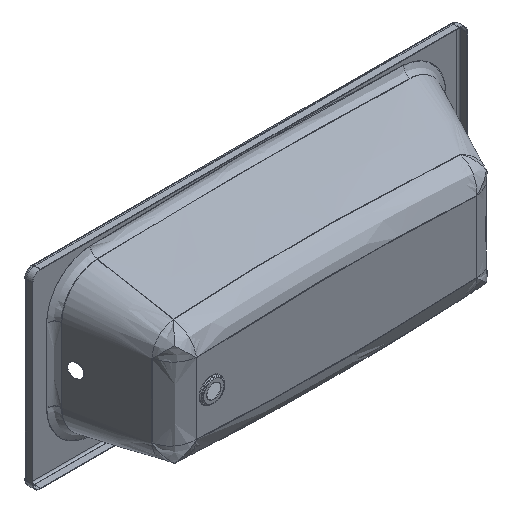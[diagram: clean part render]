
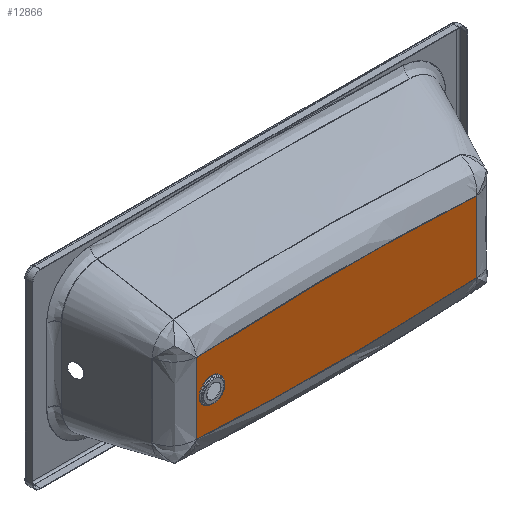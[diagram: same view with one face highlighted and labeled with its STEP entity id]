
A CAD part, isometric view. The second image highlights one B-rep face of the part: STEP entity #12866.
In plain terms, the highlighted planar face has unit normal (0, -1, 0).
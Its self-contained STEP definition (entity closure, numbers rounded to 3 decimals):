
#123 = CARTESIAN_POINT ( 'NONE',  ( -545.065, 7.8, -130.338 ) ) ;
#311 = CARTESIAN_POINT ( 'NONE',  ( 470., 7.8, 135. ) ) ;
#555 = ORIENTED_EDGE ( 'NONE', *, *, #10273, .F. ) ;
#765 = FACE_BOUND ( 'NONE', #27850, .T. ) ;
#1171 = CARTESIAN_POINT ( 'NONE',  ( -490., 7.8, 0. ) ) ;
#1208 = CARTESIAN_POINT ( 'NONE',  ( -8.883, 7.8, -145.479 ) ) ;
#1662 = CARTESIAN_POINT ( 'NONE',  ( -330.691, 7.8, -140.379 ) ) ;
#1693 = CARTESIAN_POINT ( 'NONE',  ( -545.065, 7.8, 82.157 ) ) ;
#2136 = EDGE_CURVE ( 'NONE', #7402, #19039, #11470, .T. ) ;
#2280 = CARTESIAN_POINT ( 'NONE',  ( 484.377, 7.8, -119.105 ) ) ;
#2495 = CARTESIAN_POINT ( 'NONE',  ( -502.214, 7.8, 132.837 ) ) ;
#2623 = DIRECTION ( 'NONE',  ( 0., 0., 1. ) ) ;
#3738 = AXIS2_PLACEMENT_3D ( 'NONE', #1171, #10606, #20014 ) ;
#3976 = CARTESIAN_POINT ( 'NONE',  ( -502.213, 7.8, -132.837 ) ) ;
#4815 = CARTESIAN_POINT ( 'NONE',  ( -459.343, 7.8, 135.032 ) ) ;
#4965 = CARTESIAN_POINT ( 'NONE',  ( 55.5, 7.8, 145.495 ) ) ;
#5209 = CARTESIAN_POINT ( 'NONE',  ( 484.377, 7.8, -67.965 ) ) ;
#5417 = EDGE_LOOP ( 'NONE', ( #18452, #23234, #555, #25044 ) ) ;
#5844 = CARTESIAN_POINT ( 'NONE',  ( -490., 7.8, 45. ) ) ;
#5993 = CARTESIAN_POINT ( 'NONE',  ( 76.955, 7.8, -144.872 ) ) ;
#6144 = CARTESIAN_POINT ( 'NONE',  ( -201.987, 7.8, -144.172 ) ) ;
#7071 = CARTESIAN_POINT ( 'NONE',  ( 484.377, 7.8, 7.622 ) ) ;
#7257 = B_SPLINE_CURVE_WITH_KNOTS ( 'NONE', 3,
 ( #18038, #20499, #17735, #20200, #13109, #5993, #24683, #17586, #1208, #8619, #6144, #1662, #22517, #15424, #3976, #29778 ),
 .UNSPECIFIED., .F., .F.,
 ( 4, 2, 2, 2, 2, 2, 2, 4 ),
 ( 0., 0.257, 0.386, 0.451, 0.515, 0.772, 0.901, 1.03 ),
 .UNSPECIFIED. ) ;
#7402 = VERTEX_POINT ( 'NONE', #123 ) ;
#7463 = VERTEX_POINT ( 'NONE', #9372 ) ;
#8347 = CARTESIAN_POINT ( 'NONE',  ( -545.065, 7.8, -7.405 ) ) ;
#8619 = CARTESIAN_POINT ( 'NONE',  ( -116.171, 7.8, -145.452 ) ) ;
#8803 = CARTESIAN_POINT ( 'NONE',  ( -545.065, 7.8, 68.11 ) ) ;
#9372 = CARTESIAN_POINT ( 'NONE',  ( -490., 7.8, -45. ) ) ;
#10273 = EDGE_CURVE ( 'NONE', #23881, #29663, #13572, .T. ) ;
#10606 = DIRECTION ( 'NONE',  ( 0., -1., 0. ) ) ;
#10672 = CARTESIAN_POINT ( 'NONE',  ( -545.065, 7.8, 130.338 ) ) ;
#10945 = CARTESIAN_POINT ( 'NONE',  ( 484.377, 7.8, -130.555 ) ) ;
#11367 = AXIS2_PLACEMENT_3D ( 'NONE', #311, #21769, #2623 ) ;
#11470 = B_SPLINE_CURVE_WITH_KNOTS ( 'NONE', 3,
 ( #29045, #12531, #8347, #20381, #8803, #1693, #29504, #15909, #27487, #10672 ),
 .UNSPECIFIED., .F., .F.,
 ( 4, 3, 3, 4 ),
 ( 0., 0.184, 0.227, 0.261 ),
 .UNSPECIFIED. ) ;
#11930 = CARTESIAN_POINT ( 'NONE',  ( -202.008, 7.8, 143.86 ) ) ;
#12365 = PLANE ( 'NONE',  #11367 ) ;
#12531 = CARTESIAN_POINT ( 'NONE',  ( -545.065, 7.8, -68.871 ) ) ;
#12866 = ADVANCED_FACE ( 'NONE', ( #765, #16842 ), #12365, .F. ) ;
#13109 = CARTESIAN_POINT ( 'NONE',  ( 141.331, 7.8, -143.944 ) ) ;
#13572 = B_SPLINE_CURVE_WITH_KNOTS ( 'NONE', 3,
 ( #24051, #18811, #7071, #21425, #5209, #21577, #28381, #30547, #2280, #23590 ),
 .UNSPECIFIED., .F., .F.,
 ( 4, 3, 3, 4 ),
 ( 0., 0.184, 0.227, 0.261 ),
 .UNSPECIFIED. ) ;
#14251 = CARTESIAN_POINT ( 'NONE',  ( -373.585, 7.8, 138.802 ) ) ;
#14402 = CARTESIAN_POINT ( 'NONE',  ( 141.318, 7.8, 144.257 ) ) ;
#14705 = CARTESIAN_POINT ( 'NONE',  ( 484.377, 7.8, 130.555 ) ) ;
#15267 = CARTESIAN_POINT ( 'NONE',  ( -545.065, 7.8, 130.338 ) ) ;
#15364 = B_SPLINE_CURVE_WITH_KNOTS ( 'NONE', 3,
 ( #19176, #2495, #4815, #14251, #18724, #16713, #11930, #21340, #26129, #4965, #14402, #23812, #16865, #17017, #28600, #14705 ),
 .UNSPECIFIED., .F., .F.,
 ( 4, 2, 2, 2, 2, 2, 2, 4 ),
 ( 0., 0.129, 0.258, 0.386, 0.515, 0.773, 0.901, 1.03 ),
 .UNSPECIFIED. ) ;
#15424 = CARTESIAN_POINT ( 'NONE',  ( -459.348, 7.8, -135.032 ) ) ;
#15577 = DIRECTION ( 'NONE',  ( 0., -1., 0. ) ) ;
#15909 = CARTESIAN_POINT ( 'NONE',  ( -545.065, 7.8, 107.583 ) ) ;
#16330 = AXIS2_PLACEMENT_3D ( 'NONE', #29927, #15577, #22359 ) ;
#16713 = CARTESIAN_POINT ( 'NONE',  ( -244.91, 7.8, 142.907 ) ) ;
#16842 = FACE_OUTER_BOUND ( 'NONE', #5417, .T. ) ;
#16865 = CARTESIAN_POINT ( 'NONE',  ( 312.892, 7.8, 138.963 ) ) ;
#17017 = CARTESIAN_POINT ( 'NONE',  ( 398.656, 7.8, 135.224 ) ) ;
#17586 = CARTESIAN_POINT ( 'NONE',  ( 12.575, 7.8, -145.406 ) ) ;
#17735 = CARTESIAN_POINT ( 'NONE',  ( 312.926, 7.8, -139.275 ) ) ;
#18038 = CARTESIAN_POINT ( 'NONE',  ( 484.377, 7.8, -130.555 ) ) ;
#18452 = ORIENTED_EDGE ( 'NONE', *, *, #2136, .F. ) ;
#18724 = CARTESIAN_POINT ( 'NONE',  ( -330.699, 7.8, 140.379 ) ) ;
#18811 = CARTESIAN_POINT ( 'NONE',  ( 484.377, 7.8, 69.088 ) ) ;
#19036 = CIRCLE ( 'NONE', #3738, 45. ) ;
#19039 = VERTEX_POINT ( 'NONE', #15267 ) ;
#19176 = CARTESIAN_POINT ( 'NONE',  ( -545.065, 7.8, 130.338 ) ) ;
#20014 = DIRECTION ( 'NONE',  ( 0., 0., 1. ) ) ;
#20200 = CARTESIAN_POINT ( 'NONE',  ( 184.238, 7.8, -143.011 ) ) ;
#20381 = CARTESIAN_POINT ( 'NONE',  ( -545.065, 7.8, 54.062 ) ) ;
#20499 = CARTESIAN_POINT ( 'NONE',  ( 398.673, 7.8, -135.532 ) ) ;
#21340 = CARTESIAN_POINT ( 'NONE',  ( -116.189, 7.8, 145.138 ) ) ;
#21425 = CARTESIAN_POINT ( 'NONE',  ( 484.377, 7.8, -53.845 ) ) ;
#21577 = CARTESIAN_POINT ( 'NONE',  ( 484.377, 7.8, -82.085 ) ) ;
#21769 = DIRECTION ( 'NONE',  ( 0., 1., 0. ) ) ;
#21865 = VERTEX_POINT ( 'NONE', #5844 ) ;
#21878 = EDGE_CURVE ( 'NONE', #7463, #21865, #29643, .T. ) ;
#21915 = EDGE_CURVE ( 'NONE', #29663, #7402, #7257, .T. ) ;
#22359 = DIRECTION ( 'NONE',  ( 0., 0., 1. ) ) ;
#22517 = CARTESIAN_POINT ( 'NONE',  ( -373.588, 7.8, -138.802 ) ) ;
#22723 = ORIENTED_EDGE ( 'NONE', *, *, #22861, .F. ) ;
#22861 = EDGE_CURVE ( 'NONE', #21865, #7463, #19036, .T. ) ;
#23234 = ORIENTED_EDGE ( 'NONE', *, *, #21915, .F. ) ;
#23590 = CARTESIAN_POINT ( 'NONE',  ( 484.377, 7.8, -130.555 ) ) ;
#23812 = CARTESIAN_POINT ( 'NONE',  ( 270.004, 7.8, 140.521 ) ) ;
#23815 = CARTESIAN_POINT ( 'NONE',  ( 484.377, 7.8, 130.555 ) ) ;
#23827 = ORIENTED_EDGE ( 'NONE', *, *, #21878, .F. ) ;
#23881 = VERTEX_POINT ( 'NONE', #23815 ) ;
#24051 = CARTESIAN_POINT ( 'NONE',  ( 484.377, 7.8, 130.555 ) ) ;
#24683 = CARTESIAN_POINT ( 'NONE',  ( 55.493, 7.8, -145.102 ) ) ;
#25044 = ORIENTED_EDGE ( 'NONE', *, *, #27949, .F. ) ;
#26129 = CARTESIAN_POINT ( 'NONE',  ( -73.269, 7.8, 145.463 ) ) ;
#27487 = CARTESIAN_POINT ( 'NONE',  ( -545.065, 7.8, 118.96 ) ) ;
#27850 = EDGE_LOOP ( 'NONE', ( #22723, #23827 ) ) ;
#27949 = EDGE_CURVE ( 'NONE', #19039, #23881, #15364, .T. ) ;
#28381 = CARTESIAN_POINT ( 'NONE',  ( 484.377, 7.8, -96.205 ) ) ;
#28600 = CARTESIAN_POINT ( 'NONE',  ( 441.525, 7.8, 133.043 ) ) ;
#29045 = CARTESIAN_POINT ( 'NONE',  ( -545.065, 7.8, -130.338 ) ) ;
#29504 = CARTESIAN_POINT ( 'NONE',  ( -545.065, 7.8, 96.205 ) ) ;
#29643 = CIRCLE ( 'NONE', #16330, 45. ) ;
#29663 = VERTEX_POINT ( 'NONE', #10945 ) ;
#29778 = CARTESIAN_POINT ( 'NONE',  ( -545.065, 7.8, -130.338 ) ) ;
#29927 = CARTESIAN_POINT ( 'NONE',  ( -490., 7.8, 0. ) ) ;
#30547 = CARTESIAN_POINT ( 'NONE',  ( 484.377, 7.8, -107.655 ) ) ;
